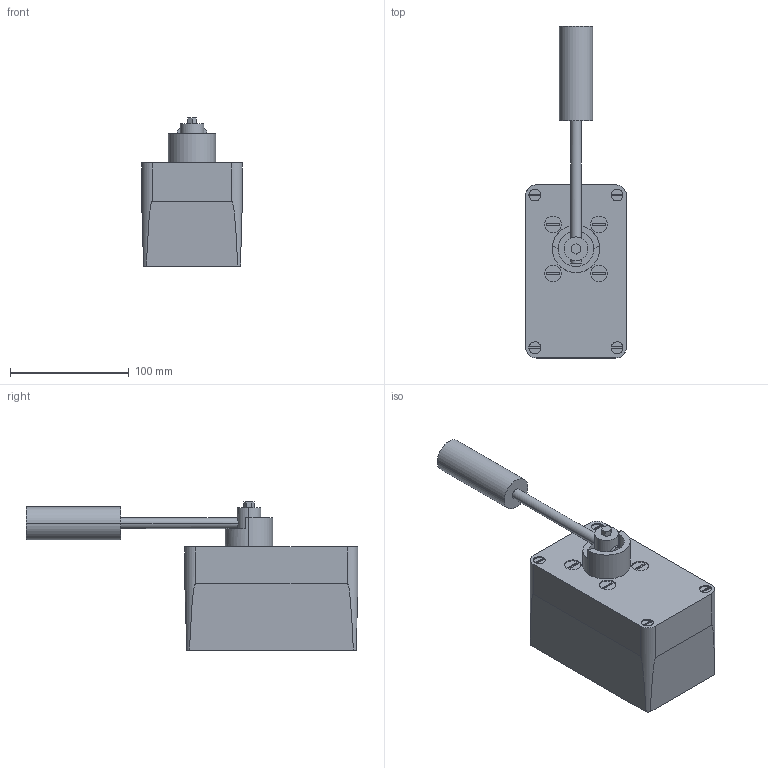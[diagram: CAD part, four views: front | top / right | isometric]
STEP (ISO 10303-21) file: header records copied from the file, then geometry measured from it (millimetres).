
FILE_DESCRIPTION(('STEP AP242'),'1');
FILE_NAME('switch_xcrt315.stp','2019-11-18T11:34:39',('TraceParts'),('TraceParts S.A.'),'Spatial InterOp 3D',' ',' ');
FILE_SCHEMA(('AP242_MANAGED_MODEL_BASED_3D_ENGINEERING_MIM_LF {1 0 10303 442 1 1 4}'));
Length unit declared in the file: millimetre
Products named in the file (1): switch_xcrt315_1
Bounding box: 85 x 280 x 124.9 mm (x, y, z)
Volume: 1087106 mm3; surface area: 84106.6 mm2
Topology: 2 solids, 2 shells, 129 faces, 310 edges, 206 vertices
Faces by surface type: plane 87, cylinder 42
Entity records: 4193 total; most frequent: CARTESIAN_POINT 1095, DIRECTION 642, ORIENTED_EDGE 620, EDGE_CURVE 310, LINE 216, VECTOR 216, AXIS2_PLACEMENT_3D 213, VERTEX_POINT 206
